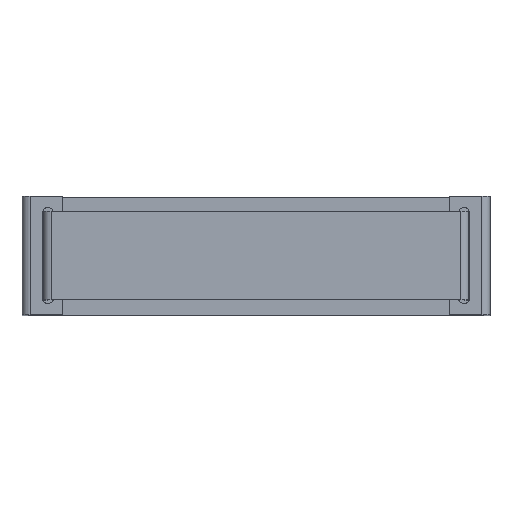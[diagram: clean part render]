
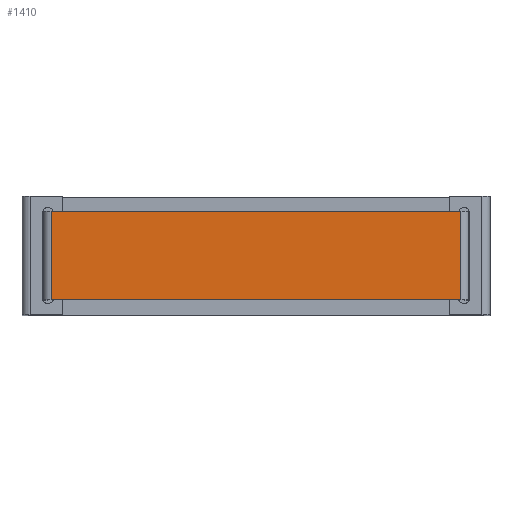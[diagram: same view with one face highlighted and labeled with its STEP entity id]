
A CAD part, top view. The second image highlights one B-rep face of the part: STEP entity #1410.
In plain terms, the highlighted planar face has unit normal (0, 0, 1).
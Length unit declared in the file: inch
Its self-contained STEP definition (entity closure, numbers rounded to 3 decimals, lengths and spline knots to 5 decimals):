
#99 = EDGE_CURVE ( 'NONE', #2106, #3366, #2715, .T. ) ;
#171 = VECTOR ( 'NONE', #1969, 39.37008 ) ;
#175 = ORIENTED_EDGE ( 'NONE', *, *, #99, .T. ) ;
#194 = DIRECTION ( 'NONE',  ( 0., 1., 0. ) ) ;
#360 = VECTOR ( 'NONE', #194, 39.37008 ) ;
#437 = CARTESIAN_POINT ( 'NONE',  ( 3.59375, 0.75, 7.97 ) ) ;
#597 = VECTOR ( 'NONE', #869, 39.37008 ) ;
#759 = LINE ( 'NONE', #437, #171 ) ;
#869 = DIRECTION ( 'NONE',  ( 0., -1., 0. ) ) ;
#1182 = AXIS2_PLACEMENT_3D ( 'NONE', #1509, #1798, #3358 ) ;
#1319 = EDGE_CURVE ( 'NONE', #2260, #2019, #2599, .T. ) ;
#1410 = ADVANCED_FACE ( 'NONE', ( #3377 ), #2138, .T. ) ;
#1509 = CARTESIAN_POINT ( 'NONE',  ( 3.59375, 0.75, 7.97 ) ) ;
#1617 = CARTESIAN_POINT ( 'NONE',  ( 3.45701, 0.75, 7.97 ) ) ;
#1798 = DIRECTION ( 'NONE',  ( 0., 0., 1. ) ) ;
#1969 = DIRECTION ( 'NONE',  ( -1., 0., 0. ) ) ;
#2019 = VERTEX_POINT ( 'NONE', #1617 ) ;
#2106 = VERTEX_POINT ( 'NONE', #2952 ) ;
#2138 = PLANE ( 'NONE',  #1182 ) ;
#2202 = ORIENTED_EDGE ( 'NONE', *, *, #2855, .T. ) ;
#2210 = VECTOR ( 'NONE', #2332, 39.37008 ) ;
#2260 = VERTEX_POINT ( 'NONE', #2733 ) ;
#2332 = DIRECTION ( 'NONE',  ( 1., 0., 0. ) ) ;
#2528 = CARTESIAN_POINT ( 'NONE',  ( -3.45701, -0.75, 7.97 ) ) ;
#2532 = EDGE_CURVE ( 'NONE', #2019, #2106, #759, .T. ) ;
#2599 = LINE ( 'NONE', #2924, #360 ) ;
#2679 = CARTESIAN_POINT ( 'NONE',  ( 3.59375, -0.75, 7.97 ) ) ;
#2715 = LINE ( 'NONE', #3927, #597 ) ;
#2733 = CARTESIAN_POINT ( 'NONE',  ( 3.45701, -0.75, 7.97 ) ) ;
#2786 = ORIENTED_EDGE ( 'NONE', *, *, #2532, .T. ) ;
#2855 = EDGE_CURVE ( 'NONE', #3366, #2260, #3504, .T. ) ;
#2924 = CARTESIAN_POINT ( 'NONE',  ( 3.45701, 0.75, 7.97 ) ) ;
#2952 = CARTESIAN_POINT ( 'NONE',  ( -3.45701, 0.75, 7.97 ) ) ;
#3253 = ORIENTED_EDGE ( 'NONE', *, *, #1319, .T. ) ;
#3358 = DIRECTION ( 'NONE',  ( -1., 0., 0. ) ) ;
#3366 = VERTEX_POINT ( 'NONE', #2528 ) ;
#3377 = FACE_OUTER_BOUND ( 'NONE', #3864, .T. ) ;
#3504 = LINE ( 'NONE', #2679, #2210 ) ;
#3864 = EDGE_LOOP ( 'NONE', ( #2786, #175, #2202, #3253 ) ) ;
#3927 = CARTESIAN_POINT ( 'NONE',  ( -3.45701, 0.75, 7.97 ) ) ;
